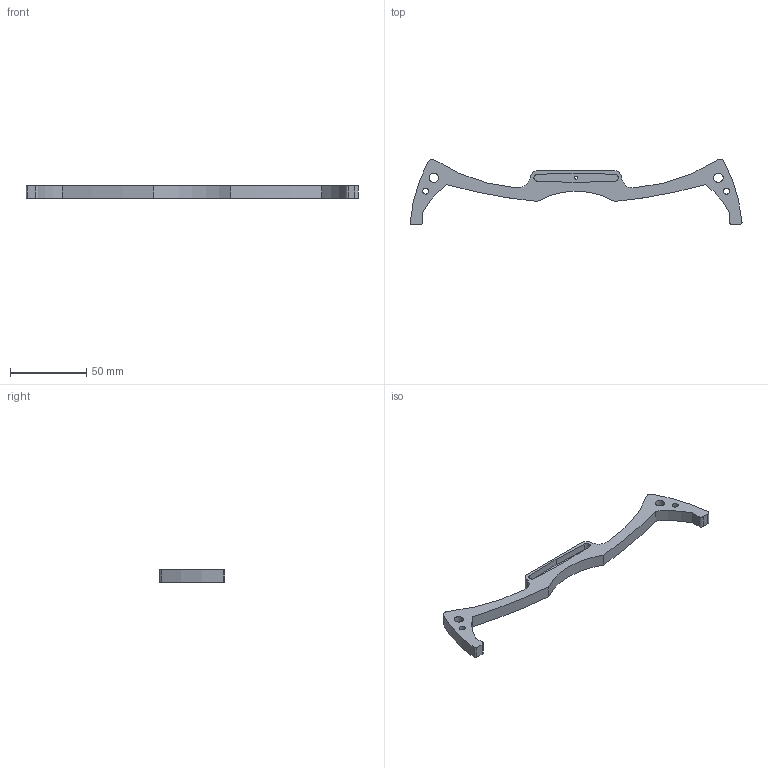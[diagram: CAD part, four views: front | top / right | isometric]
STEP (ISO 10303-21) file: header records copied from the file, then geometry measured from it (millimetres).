
FILE_DESCRIPTION(('FreeCAD Model'),'2;1');
FILE_NAME( '1xCangrejo_central_legs.step' ,'2014-04-23T16:01:58',('FreeCAD'),('FreeCAD'), 'Open CASCADE STEP processor 6.3','FreeCAD','Unknown');
FILE_SCHEMA(('AUTOMOTIVE_DESIGN_CC2 { 1 2 10303 214 -1 1 5 4 }'));
Length unit declared in the file: millimetre
Products named in the file (1): Cangrejo_patas_centrales
Bounding box: 218.31 x 43.28 x 8 mm (x, y, z)
Volume: 21417.7 mm3; surface area: 11182.9 mm2
Topology: 1 solids, 1 shells, 40 faces, 111 edges, 74 vertices
Faces by surface type: cylinder 26, plane 14
Full cylindrical faces by diameter (mm): 2 x1, 4 x2, 6.2 x2
Entity records: 2905 total; most frequent: CARTESIAN_POINT 835, DIRECTION 343, ORIENTED_EDGE 222, PCURVE 222, DEFINITIONAL_REPRESENTATION 222, LINE 130, VECTOR 130, EDGE_CURVE 111
